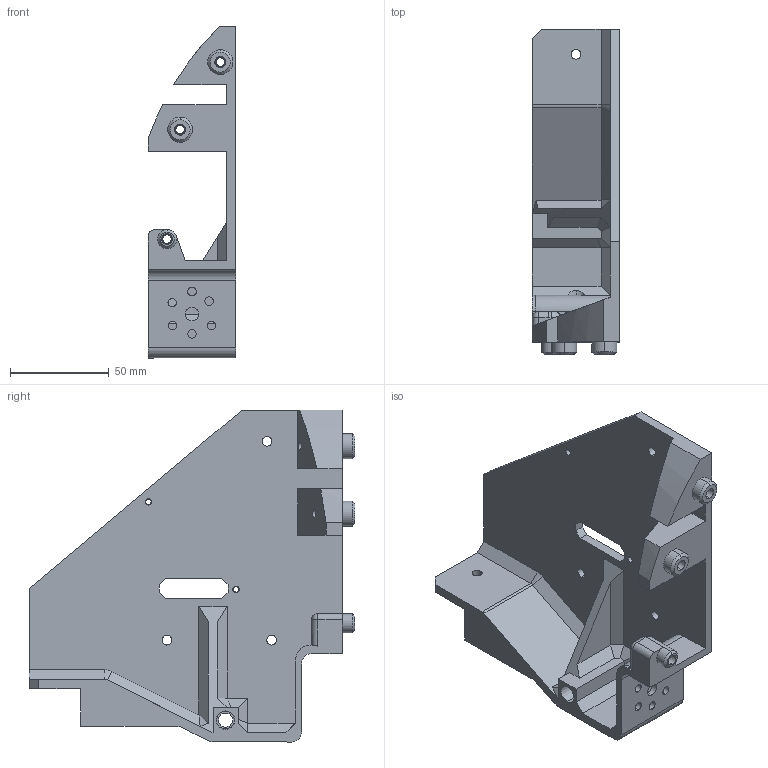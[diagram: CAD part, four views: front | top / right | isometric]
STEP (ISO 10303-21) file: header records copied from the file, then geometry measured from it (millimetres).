
FILE_DESCRIPTION (( 'STEP AP214' ), '1' );
FILE_NAME ('EMERG JETT Brkt.STEP', '2021-01-11T06:30:25', ( '' ), ( '' ), 'SwSTEP 2.0', 'SolidWorks 2019', '' );
FILE_SCHEMA (( 'AUTOMOTIVE_DESIGN' ));
Length unit declared in the file: inch
Products named in the file (1): EMERG JETT Brkt
Bounding box: 44.45 x 165.1 x 168.34 mm (x, y, z)
Volume: 192332.1 mm3; surface area: 68313.3 mm2
Topology: 1 solids, 1 shells, 148 faces, 391 edges, 251 vertices
Faces by surface type: plane 66, cylinder 54, cone 19, bspline 8, sphere 1
Entity records: 4948 total; most frequent: CARTESIAN_POINT 1128, DIRECTION 793, ORIENTED_EDGE 780, EDGE_CURVE 390, AXIS2_PLACEMENT_3D 282, VERTEX_POINT 251, VECTOR 229, LINE 229
